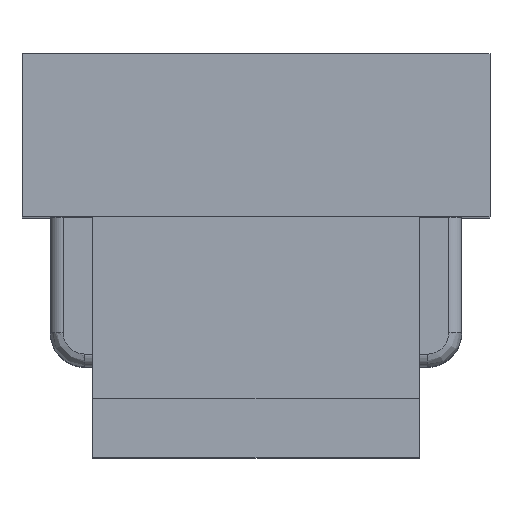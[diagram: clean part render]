
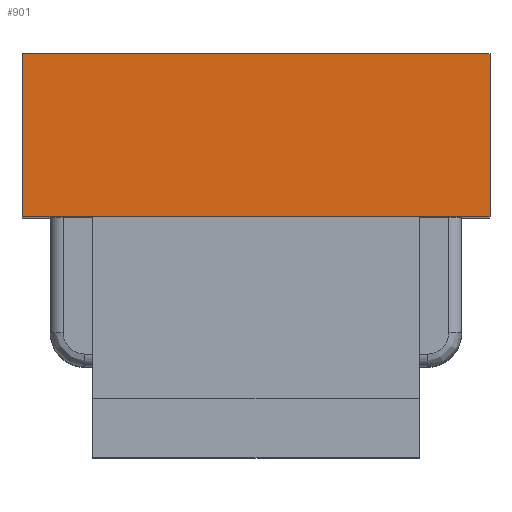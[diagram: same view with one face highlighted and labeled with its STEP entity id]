
A CAD part, top view. The second image highlights one B-rep face of the part: STEP entity #901.
In plain terms, the highlighted planar face has unit normal (0, 0, 1).
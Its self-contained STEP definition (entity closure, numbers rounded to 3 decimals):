
#62 = ORIENTED_EDGE ( 'NONE', *, *, #1001, .T. ) ;
#63 = ORIENTED_EDGE ( 'NONE', *, *, #999, .F. ) ;
#64 = ORIENTED_EDGE ( 'NONE', *, *, #1000, .F. ) ;
#66 = ORIENTED_EDGE ( 'NONE', *, *, #990, .F. ) ;
#368 = PLANE ( 'NONE',  #1812 ) ;
#369 = CARTESIAN_POINT ( 'NONE',  ( -0.545, 0.93, 0.875 ) ) ;
#370 = DIRECTION ( 'NONE',  ( 0., 0., -1. ) ) ;
#371 = DIRECTION ( 'NONE',  ( -1., 0., 0. ) ) ;
#431 = FACE_OUTER_BOUND ( 'NONE', #1278, .T. ) ;
#901 = ADVANCED_FACE ( 'NONE', ( #431 ), #368, .F. ) ;
#990 = EDGE_CURVE ( 'NONE', #1293, #1297, #1456, .T. ) ;
#999 = EDGE_CURVE ( 'NONE', #1297, #1291, #1464, .T. ) ;
#1000 = EDGE_CURVE ( 'NONE', #1291, #1292, #1465, .T. ) ;
#1001 = EDGE_CURVE ( 'NONE', #1293, #1292, #1466, .T. ) ;
#1099 = VECTOR ( 'NONE', #1639, 1000. ) ;
#1101 = VECTOR ( 'NONE', #1637, 1000. ) ;
#1102 = VECTOR ( 'NONE', #1635, 1000. ) ;
#1278 = EDGE_LOOP ( 'NONE', ( #62, #64, #63, #66 ) ) ;
#1291 = VERTEX_POINT ( 'NONE', #1697 ) ;
#1292 = VERTEX_POINT ( 'NONE', #1698 ) ;
#1293 = VERTEX_POINT ( 'NONE', #1699 ) ;
#1297 = VERTEX_POINT ( 'NONE', #1703 ) ;
#1456 = LINE ( 'NONE', #1615, #1966 ) ;
#1464 = LINE ( 'NONE', #1634, #1102 ) ;
#1465 = LINE ( 'NONE', #1636, #1101 ) ;
#1466 = LINE ( 'NONE', #1638, #1099 ) ;
#1615 = CARTESIAN_POINT ( 'NONE',  ( -0.545, 0.55, 0.875 ) ) ;
#1616 = DIRECTION ( 'NONE',  ( -1., 0., 0. ) ) ;
#1634 = CARTESIAN_POINT ( 'NONE',  ( -0.545, 0.93, 0.875 ) ) ;
#1635 = DIRECTION ( 'NONE',  ( 0., 1., 0. ) ) ;
#1636 = CARTESIAN_POINT ( 'NONE',  ( -0.545, 0.93, 0.875 ) ) ;
#1637 = DIRECTION ( 'NONE',  ( 1., 0., 0. ) ) ;
#1638 = CARTESIAN_POINT ( 'NONE',  ( 0.545, 0.93, 0.875 ) ) ;
#1639 = DIRECTION ( 'NONE',  ( 0., 1., 0. ) ) ;
#1697 = CARTESIAN_POINT ( 'NONE',  ( -0.545, 0.93, 0.875 ) ) ;
#1698 = CARTESIAN_POINT ( 'NONE',  ( 0.545, 0.93, 0.875 ) ) ;
#1699 = CARTESIAN_POINT ( 'NONE',  ( 0.545, 0.55, 0.875 ) ) ;
#1703 = CARTESIAN_POINT ( 'NONE',  ( -0.545, 0.55, 0.875 ) ) ;
#1812 = AXIS2_PLACEMENT_3D ( 'NONE', #369, #370, #371 ) ;
#1966 = VECTOR ( 'NONE', #1616, 1000. ) ;
